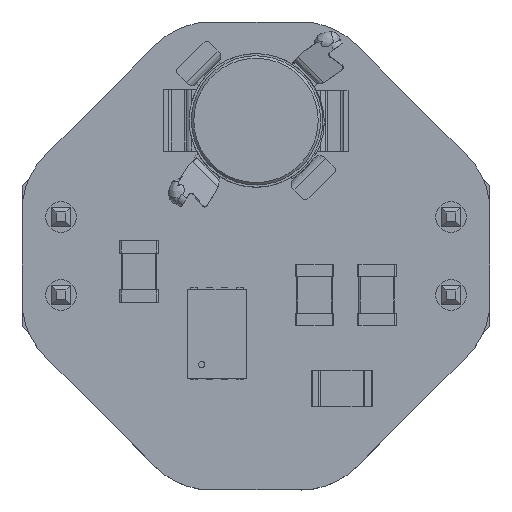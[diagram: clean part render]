
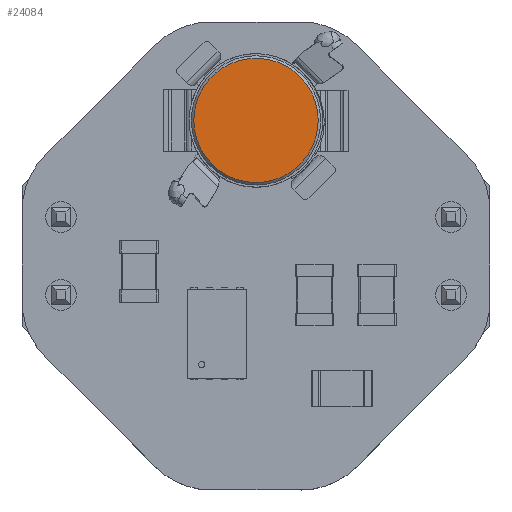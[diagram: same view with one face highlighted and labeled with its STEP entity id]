
A CAD part, top view. The second image highlights one B-rep face of the part: STEP entity #24084.
In plain terms, the highlighted free-form (B-spline) face has degree [1, 1] with [2, 2] control points.
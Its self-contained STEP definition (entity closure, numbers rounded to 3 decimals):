
#23914 = ( BOUNDED_SURFACE() B_SPLINE_SURFACE(2,1,(
    (#23915,#23916)
    ,(#23917,#23918)
    ,(#23919,#23920)
    ,(#23921,#23922)
    ,(#23923,#23924
)),.UNSPECIFIED.,.F.,.F.,.F.) B_SPLINE_SURFACE_WITH_KNOTS((3,2,3),(2,2),
  (0.,1.571,3.142),(-0.057,
    0.057),.PIECEWISE_BEZIER_KNOTS.) 
GEOMETRIC_REPRESENTATION_ITEM() RATIONAL_B_SPLINE_SURFACE((
    (1.,1.)
    ,(0.707,0.707)
    ,(1.,1.)
    ,(0.707,0.707)
,(1.,1.))) REPRESENTATION_ITEM('') SURFACE() );
#23915 = CARTESIAN_POINT('',(-2.025,2.187,0.));
#23916 = CARTESIAN_POINT('',(-2.105,2.107,0.));
#23917 = CARTESIAN_POINT('',(-2.025,2.187,-2.025));
#23918 = CARTESIAN_POINT('',(-2.105,2.107,-2.105));
#23919 = CARTESIAN_POINT('',(0.,2.187,-2.025)
  );
#23920 = CARTESIAN_POINT('',(0.,2.107,-2.105)
  );
#23921 = CARTESIAN_POINT('',(2.025,2.187,-2.025));
#23922 = CARTESIAN_POINT('',(2.105,2.107,-2.105));
#23923 = CARTESIAN_POINT('',(2.025,2.187,0.));
#23924 = CARTESIAN_POINT('',(2.105,2.107,0.));
#23952 = ( BOUNDED_SURFACE() B_SPLINE_SURFACE(2,1,(
    (#23953,#23954)
    ,(#23955,#23956)
    ,(#23957,#23958)
    ,(#23959,#23960)
    ,(#23961,#23962
)),.UNSPECIFIED.,.F.,.F.,.F.) B_SPLINE_SURFACE_WITH_KNOTS((3,2,3),(2,2),
  (3.142,4.712,6.283),(-0.057,
    0.057),.PIECEWISE_BEZIER_KNOTS.) 
GEOMETRIC_REPRESENTATION_ITEM() RATIONAL_B_SPLINE_SURFACE((
    (1.,1.)
    ,(0.707,0.707)
    ,(1.,1.)
    ,(0.707,0.707)
,(1.,1.))) REPRESENTATION_ITEM('') SURFACE() );
#23953 = CARTESIAN_POINT('',(2.025,2.187,0.));
#23954 = CARTESIAN_POINT('',(2.105,2.107,0.));
#23955 = CARTESIAN_POINT('',(2.025,2.187,2.025));
#23956 = CARTESIAN_POINT('',(2.105,2.107,2.105));
#23957 = CARTESIAN_POINT('',(0.,2.187,2.025));
#23958 = CARTESIAN_POINT('',(0.,2.107,2.105));
#23959 = CARTESIAN_POINT('',(-2.025,2.187,2.025));
#23960 = CARTESIAN_POINT('',(-2.105,2.107,2.105));
#23961 = CARTESIAN_POINT('',(-2.025,2.187,0.));
#23962 = CARTESIAN_POINT('',(-2.105,2.107,0.));
#23977 = VERTEX_POINT('',#23978);
#23978 = CARTESIAN_POINT('',(-2.025,2.187,0.));
#23998 = EDGE_CURVE('',#23977,#23999,#24001,.T.);
#23999 = VERTEX_POINT('',#24000);
#24000 = CARTESIAN_POINT('',(2.025,2.187,0.));
#24001 = SURFACE_CURVE('',#24002,(#24008,#24017),.PCURVE_S1.);
#24002 = ( BOUNDED_CURVE() B_SPLINE_CURVE(2,(#24003,#24004,#24005,#24006
,#24007),.UNSPECIFIED.,.F.,.F.) B_SPLINE_CURVE_WITH_KNOTS((3,2,3),(0.,
1.571,3.142),.PIECEWISE_BEZIER_KNOTS.) CURVE() 
GEOMETRIC_REPRESENTATION_ITEM() RATIONAL_B_SPLINE_CURVE((1.,
0.707,1.,0.707,1.)) REPRESENTATION_ITEM('') );
#24003 = CARTESIAN_POINT('',(-2.025,2.187,0.));
#24004 = CARTESIAN_POINT('',(-2.025,2.187,-2.025));
#24005 = CARTESIAN_POINT('',(0.,2.187,-2.025)
  );
#24006 = CARTESIAN_POINT('',(2.025,2.187,-2.025));
#24007 = CARTESIAN_POINT('',(2.025,2.187,0.));
#24008 = PCURVE('',#23914,#24009);
#24009 = DEFINITIONAL_REPRESENTATION('',(#24010),#24016);
#24010 = B_SPLINE_CURVE_WITH_KNOTS('',2,(#24011,#24012,#24013,#24014,
    #24015),.UNSPECIFIED.,.F.,.F.,(3,2,3),(0.,1.571,
    3.142),.PIECEWISE_BEZIER_KNOTS.);
#24011 = CARTESIAN_POINT('',(0.,-0.057));
#24012 = CARTESIAN_POINT('',(0.785,-0.057));
#24013 = CARTESIAN_POINT('',(1.571,-0.057));
#24014 = CARTESIAN_POINT('',(2.356,-0.057));
#24015 = CARTESIAN_POINT('',(3.142,-0.057));
#24016 = ( GEOMETRIC_REPRESENTATION_CONTEXT(2) 
PARAMETRIC_REPRESENTATION_CONTEXT() REPRESENTATION_CONTEXT('2D SPACE',''
  ) );
#24017 = PCURVE('',#24018,#24023);
#24018 = B_SPLINE_SURFACE_WITH_KNOTS('',1,1,(
    (#24019,#24020)
    ,(#24021,#24022
    )),.UNSPECIFIED.,.F.,.F.,.F.,(2,2),(2,2),(-2.025,2.025),(-2.025,
    2.025),.PIECEWISE_BEZIER_KNOTS.);
#24019 = CARTESIAN_POINT('',(2.025,2.187,2.025));
#24020 = CARTESIAN_POINT('',(2.025,2.187,-2.025));
#24021 = CARTESIAN_POINT('',(-2.025,2.187,2.025));
#24022 = CARTESIAN_POINT('',(-2.025,2.187,-2.025));
#24023 = DEFINITIONAL_REPRESENTATION('',(#24024),#24030);
#24024 = ( BOUNDED_CURVE() B_SPLINE_CURVE(2,(#24025,#24026,#24027,#24028
,#24029),.UNSPECIFIED.,.F.,.F.) B_SPLINE_CURVE_WITH_KNOTS((3,2,3),(0.,
1.571,3.142),.PIECEWISE_BEZIER_KNOTS.) CURVE() 
GEOMETRIC_REPRESENTATION_ITEM() RATIONAL_B_SPLINE_CURVE((1.,
0.707,1.,0.707,1.)) REPRESENTATION_ITEM('') );
#24025 = CARTESIAN_POINT('',(2.025,0.));
#24026 = CARTESIAN_POINT('',(2.025,2.025));
#24027 = CARTESIAN_POINT('',(0.,2.025));
#24028 = CARTESIAN_POINT('',(-2.025,2.025));
#24029 = CARTESIAN_POINT('',(-2.025,0.));
#24030 = ( GEOMETRIC_REPRESENTATION_CONTEXT(2) 
PARAMETRIC_REPRESENTATION_CONTEXT() REPRESENTATION_CONTEXT('2D SPACE',''
  ) );
#24055 = EDGE_CURVE('',#23999,#23977,#24056,.T.);
#24056 = SURFACE_CURVE('',#24057,(#24063,#24072),.PCURVE_S1.);
#24057 = ( BOUNDED_CURVE() B_SPLINE_CURVE(2,(#24058,#24059,#24060,#24061
,#24062),.UNSPECIFIED.,.F.,.F.) B_SPLINE_CURVE_WITH_KNOTS((3,2,3),(0.,
1.571,3.142),.PIECEWISE_BEZIER_KNOTS.) CURVE() 
GEOMETRIC_REPRESENTATION_ITEM() RATIONAL_B_SPLINE_CURVE((1.,
0.707,1.,0.707,1.)) REPRESENTATION_ITEM('') );
#24058 = CARTESIAN_POINT('',(2.025,2.187,0.));
#24059 = CARTESIAN_POINT('',(2.025,2.187,2.025));
#24060 = CARTESIAN_POINT('',(0.,2.187,2.025));
#24061 = CARTESIAN_POINT('',(-2.025,2.187,2.025));
#24062 = CARTESIAN_POINT('',(-2.025,2.187,0.));
#24063 = PCURVE('',#23952,#24064);
#24064 = DEFINITIONAL_REPRESENTATION('',(#24065),#24071);
#24065 = B_SPLINE_CURVE_WITH_KNOTS('',2,(#24066,#24067,#24068,#24069,
    #24070),.UNSPECIFIED.,.F.,.F.,(3,2,3),(0.,1.571,
    3.142),.PIECEWISE_BEZIER_KNOTS.);
#24066 = CARTESIAN_POINT('',(3.142,-0.057));
#24067 = CARTESIAN_POINT('',(3.927,-0.057));
#24068 = CARTESIAN_POINT('',(4.712,-0.057));
#24069 = CARTESIAN_POINT('',(5.498,-0.057));
#24070 = CARTESIAN_POINT('',(6.283,-0.057));
#24071 = ( GEOMETRIC_REPRESENTATION_CONTEXT(2) 
PARAMETRIC_REPRESENTATION_CONTEXT() REPRESENTATION_CONTEXT('2D SPACE',''
  ) );
#24072 = PCURVE('',#24018,#24073);
#24073 = DEFINITIONAL_REPRESENTATION('',(#24074),#24080);
#24074 = ( BOUNDED_CURVE() B_SPLINE_CURVE(2,(#24075,#24076,#24077,#24078
,#24079),.UNSPECIFIED.,.F.,.F.) B_SPLINE_CURVE_WITH_KNOTS((3,2,3),(0.,
1.571,3.142),.PIECEWISE_BEZIER_KNOTS.) CURVE() 
GEOMETRIC_REPRESENTATION_ITEM() RATIONAL_B_SPLINE_CURVE((1.,
0.707,1.,0.707,1.)) REPRESENTATION_ITEM('') );
#24075 = CARTESIAN_POINT('',(-2.025,0.));
#24076 = CARTESIAN_POINT('',(-2.025,-2.025));
#24077 = CARTESIAN_POINT('',(0.,-2.025));
#24078 = CARTESIAN_POINT('',(2.025,-2.025));
#24079 = CARTESIAN_POINT('',(2.025,0.));
#24080 = ( GEOMETRIC_REPRESENTATION_CONTEXT(2) 
PARAMETRIC_REPRESENTATION_CONTEXT() REPRESENTATION_CONTEXT('2D SPACE',''
  ) );
#24084 = ADVANCED_FACE('',(#24085),#24018,.F.);
#24085 = FACE_BOUND('',#24086,.F.);
#24086 = EDGE_LOOP('',(#24087,#24088));
#24087 = ORIENTED_EDGE('',*,*,#23998,.T.);
#24088 = ORIENTED_EDGE('',*,*,#24055,.T.);
